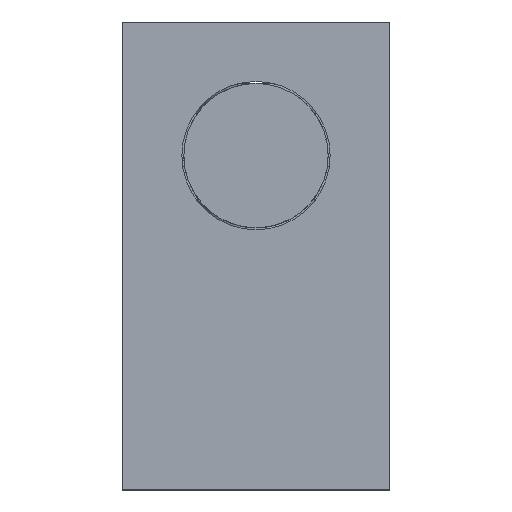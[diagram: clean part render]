
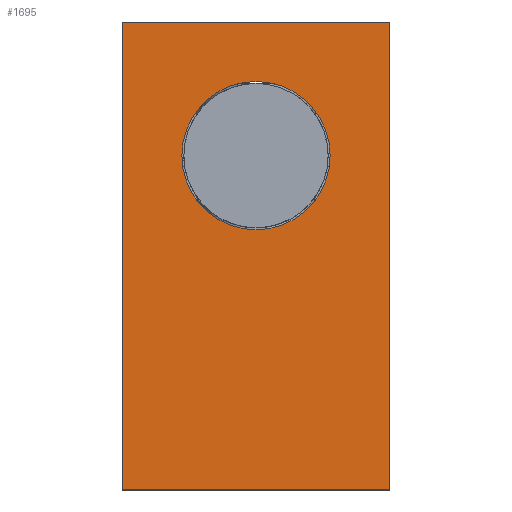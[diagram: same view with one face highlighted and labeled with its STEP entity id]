
A CAD part, top view. The second image highlights one B-rep face of the part: STEP entity #1695.
In plain terms, the highlighted planar face has unit normal (0, 0, 1).
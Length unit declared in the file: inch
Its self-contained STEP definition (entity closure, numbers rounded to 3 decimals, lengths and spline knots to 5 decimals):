
#27=FACE_BOUND('',#317,.T.);
#135=CIRCLE('',#1842,1.11);
#214=FACE_OUTER_BOUND('',#316,.T.);
#316=EDGE_LOOP('',(#1392,#1393,#1394,#1395));
#317=EDGE_LOOP('',(#1396));
#442=LINE('',#2835,#600);
#461=LINE('',#2880,#619);
#462=LINE('',#2882,#620);
#463=LINE('',#2883,#621);
#600=VECTOR('',#2137,0.3937);
#619=VECTOR('',#2186,0.3937);
#620=VECTOR('',#2187,0.3937);
#621=VECTOR('',#2188,0.3937);
#777=VERTEX_POINT('',#2832);
#778=VERTEX_POINT('',#2834);
#788=VERTEX_POINT('',#2875);
#789=VERTEX_POINT('',#2879);
#790=VERTEX_POINT('',#2881);
#979=EDGE_CURVE('',#778,#777,#442,.T.);
#999=EDGE_CURVE('',#788,#788,#135,.T.);
#1001=EDGE_CURVE('',#777,#789,#461,.T.);
#1002=EDGE_CURVE('',#789,#790,#462,.T.);
#1003=EDGE_CURVE('',#790,#778,#463,.T.);
#1392=ORIENTED_EDGE('',*,*,#979,.T.);
#1393=ORIENTED_EDGE('',*,*,#1001,.T.);
#1394=ORIENTED_EDGE('',*,*,#1002,.T.);
#1395=ORIENTED_EDGE('',*,*,#1003,.T.);
#1396=ORIENTED_EDGE('',*,*,#999,.T.);
#1609=PLANE('',#1843);
#1695=ADVANCED_FACE('',(#214,#27),#1609,.T.);
#1842=AXIS2_PLACEMENT_3D('',#2876,#2181,#2182);
#1843=AXIS2_PLACEMENT_3D('',#2878,#2184,#2185);
#2137=DIRECTION('',(1.,0.,0.));
#2181=DIRECTION('center_axis',(0.,0.,-1.));
#2182=DIRECTION('ref_axis',(0.,1.,0.));
#2184=DIRECTION('center_axis',(0.,0.,1.));
#2185=DIRECTION('ref_axis',(0.,-1.,0.));
#2186=DIRECTION('',(0.,1.,0.));
#2187=DIRECTION('',(-1.,0.,0.));
#2188=DIRECTION('',(0.,-1.,0.));
#2832=CARTESIAN_POINT('',(2.,-5.,3.5));
#2834=CARTESIAN_POINT('',(-2.,-5.,3.5));
#2835=CARTESIAN_POINT('',(0.,-5.,3.5));
#2875=CARTESIAN_POINT('',(0.,-1.11,3.5));
#2876=CARTESIAN_POINT('Origin',(0.,0.,3.5));
#2878=CARTESIAN_POINT('Origin',(0.,-1.5,
3.5));
#2879=CARTESIAN_POINT('',(2.,2.,3.5));
#2880=CARTESIAN_POINT('',(2.,-1.5,3.5));
#2881=CARTESIAN_POINT('',(-2.,2.,3.5));
#2882=CARTESIAN_POINT('',(0.,2.,3.5));
#2883=CARTESIAN_POINT('',(-2.,-1.5,3.5));
